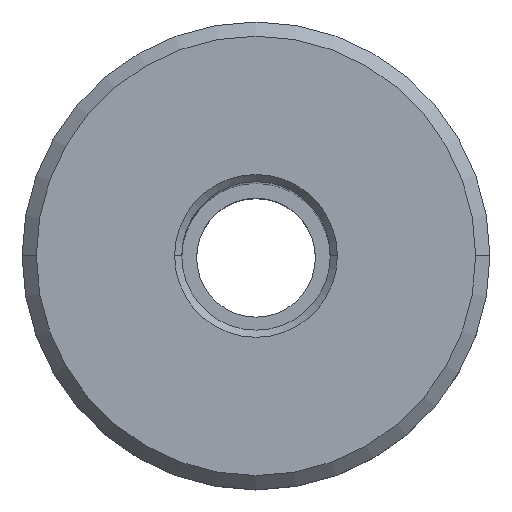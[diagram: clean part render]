
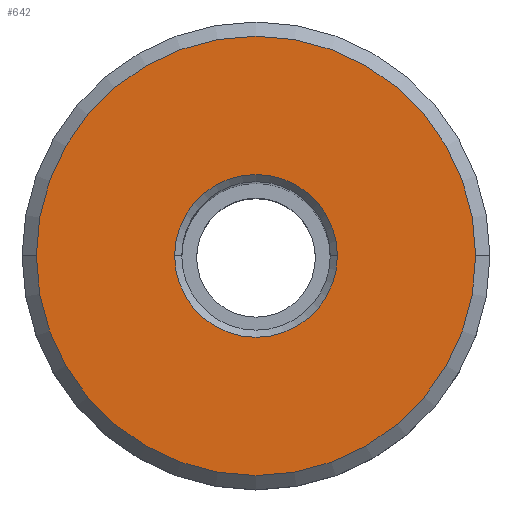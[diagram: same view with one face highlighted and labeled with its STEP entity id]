
A CAD part, top view. The second image highlights one B-rep face of the part: STEP entity #642.
In plain terms, the highlighted planar face has unit normal (0, 0, 1).
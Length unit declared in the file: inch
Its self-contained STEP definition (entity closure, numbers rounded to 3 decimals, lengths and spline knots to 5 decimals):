
#44 = CIRCLE ( 'NONE', #459, 0.17125 ) ;
#76 = PLANE ( 'NONE',  #199 ) ;
#82 = DIRECTION ( 'NONE',  ( 0., 0., -1. ) ) ;
#84 = EDGE_CURVE ( 'NONE', #195, #126, #358, .T. ) ;
#89 = DIRECTION ( 'NONE',  ( 0., 0., 1. ) ) ;
#126 = VERTEX_POINT ( 'NONE', #1064 ) ;
#141 = DIRECTION ( 'NONE',  ( 0., 0., -1. ) ) ;
#156 = FACE_OUTER_BOUND ( 'NONE', #759, .T. ) ;
#163 = AXIS2_PLACEMENT_3D ( 'NONE', #645, #821, #994 ) ;
#195 = VERTEX_POINT ( 'NONE', #905 ) ;
#199 = AXIS2_PLACEMENT_3D ( 'NONE', #488, #82, #410 ) ;
#233 = CIRCLE ( 'NONE', #777, 0.46213 ) ;
#241 = DIRECTION ( 'NONE',  ( 0., 0., -1. ) ) ;
#254 = VERTEX_POINT ( 'NONE', #527 ) ;
#358 = CIRCLE ( 'NONE', #779, 0.17125 ) ;
#410 = DIRECTION ( 'NONE',  ( -1., 0., 0. ) ) ;
#459 = AXIS2_PLACEMENT_3D ( 'NONE', #635, #241, #910 ) ;
#488 = CARTESIAN_POINT ( 'NONE',  ( 0., 0.49213, 0. ) ) ;
#502 = EDGE_CURVE ( 'NONE', #126, #195, #44, .T. ) ;
#503 = ORIENTED_EDGE ( 'NONE', *, *, #715, .T. ) ;
#527 = CARTESIAN_POINT ( 'NONE',  ( 0.46213, 0., 0. ) ) ;
#544 = EDGE_CURVE ( 'NONE', #845, #254, #646, .T. ) ;
#574 = EDGE_LOOP ( 'NONE', ( #1028, #914 ) ) ;
#604 = CARTESIAN_POINT ( 'NONE',  ( 0., 0., 0. ) ) ;
#635 = CARTESIAN_POINT ( 'NONE',  ( 0., 0., 0. ) ) ;
#642 = ADVANCED_FACE ( 'NONE', ( #156, #735 ), #76, .F. ) ;
#645 = CARTESIAN_POINT ( 'NONE',  ( 0., 0., 0. ) ) ;
#646 = CIRCLE ( 'NONE', #163, 0.46213 ) ;
#715 = EDGE_CURVE ( 'NONE', #254, #845, #233, .T. ) ;
#735 = FACE_BOUND ( 'NONE', #574, .T. ) ;
#746 = DIRECTION ( 'NONE',  ( -1., 0., 0. ) ) ;
#759 = EDGE_LOOP ( 'NONE', ( #895, #503 ) ) ;
#773 = DIRECTION ( 'NONE',  ( -1., 0., 0. ) ) ;
#777 = AXIS2_PLACEMENT_3D ( 'NONE', #604, #89, #773 ) ;
#779 = AXIS2_PLACEMENT_3D ( 'NONE', #1048, #141, #746 ) ;
#821 = DIRECTION ( 'NONE',  ( 0., 0., 1. ) ) ;
#845 = VERTEX_POINT ( 'NONE', #1041 ) ;
#895 = ORIENTED_EDGE ( 'NONE', *, *, #544, .T. ) ;
#905 = CARTESIAN_POINT ( 'NONE',  ( -0.17125, 0., 0. ) ) ;
#910 = DIRECTION ( 'NONE',  ( -1., 0., 0. ) ) ;
#914 = ORIENTED_EDGE ( 'NONE', *, *, #84, .T. ) ;
#994 = DIRECTION ( 'NONE',  ( -1., 0., 0. ) ) ;
#1028 = ORIENTED_EDGE ( 'NONE', *, *, #502, .T. ) ;
#1041 = CARTESIAN_POINT ( 'NONE',  ( -0.46213, 0., 0. ) ) ;
#1048 = CARTESIAN_POINT ( 'NONE',  ( 0., 0., 0. ) ) ;
#1064 = CARTESIAN_POINT ( 'NONE',  ( 0.17125, 0., 0. ) ) ;
